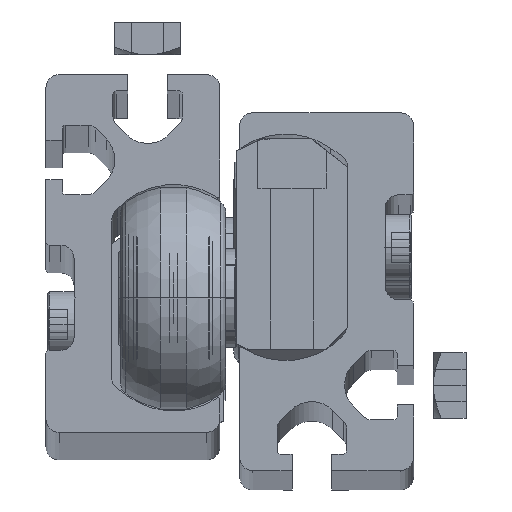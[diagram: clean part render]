
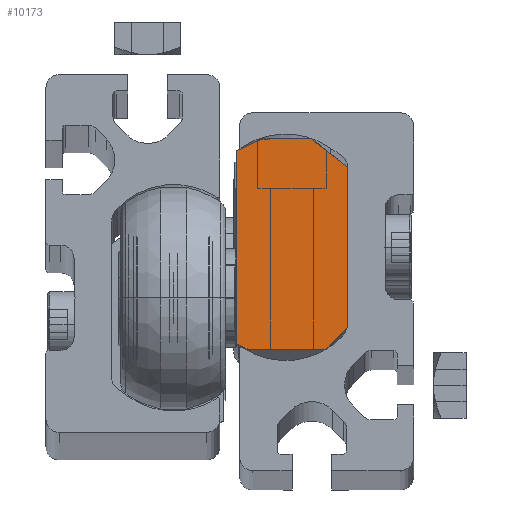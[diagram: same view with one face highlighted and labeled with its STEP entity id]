
A CAD part, top view. The second image highlights one B-rep face of the part: STEP entity #10173.
In plain terms, the highlighted face is planar.
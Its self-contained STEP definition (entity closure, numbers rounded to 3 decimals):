
#41 = EDGE_CURVE ( 'NONE', #6332, #5583, #16781, .T. ) ;
#264 = LINE ( 'NONE', #6585, #11591 ) ;
#400 = EDGE_CURVE ( 'NONE', #1303, #2465, #264, .T. ) ;
#1056 = DIRECTION ( 'NONE',  ( 0., 0., 1. ) ) ;
#1141 = ORIENTED_EDGE ( 'NONE', *, *, #15007, .T. ) ;
#1303 = VERTEX_POINT ( 'NONE', #14394 ) ;
#1449 = LINE ( 'NONE', #19092, #7214 ) ;
#1966 = LINE ( 'NONE', #16294, #4232 ) ;
#1988 = CARTESIAN_POINT ( 'NONE',  ( -19., 14.681, -8.5 ) ) ;
#2343 = VECTOR ( 'NONE', #8473, 1000. ) ;
#2465 = VERTEX_POINT ( 'NONE', #14847 ) ;
#2591 = AXIS2_PLACEMENT_3D ( 'NONE', #15267, #16928, #1056 ) ;
#2725 = VECTOR ( 'NONE', #17495, 1000. ) ;
#2915 = EDGE_CURVE ( 'NONE', #15832, #6332, #3818, .T. ) ;
#3289 = CARTESIAN_POINT ( 'NONE',  ( -19., 12.203, 8.5 ) ) ;
#3446 = CARTESIAN_POINT ( 'NONE',  ( -19., 16.5, 3. ) ) ;
#3818 = LINE ( 'NONE', #16388, #2343 ) ;
#4136 = VERTEX_POINT ( 'NONE', #3289 ) ;
#4232 = VECTOR ( 'NONE', #12773, 1000. ) ;
#4370 = ORIENTED_EDGE ( 'NONE', *, *, #400, .T. ) ;
#4645 = EDGE_CURVE ( 'NONE', #1303, #18176, #11272, .T. ) ;
#4793 = DIRECTION ( 'NONE',  ( 0., -1., 0. ) ) ;
#4900 = ORIENTED_EDGE ( 'NONE', *, *, #18630, .T. ) ;
#5246 = DIRECTION ( 'NONE',  ( 0., -0.423, -0.906 ) ) ;
#5258 = VERTEX_POINT ( 'NONE', #7342 ) ;
#5515 = CARTESIAN_POINT ( 'NONE',  ( -19., -15.5, 5.2 ) ) ;
#5583 = VERTEX_POINT ( 'NONE', #14919 ) ;
#6332 = VERTEX_POINT ( 'NONE', #5515 ) ;
#6340 = LINE ( 'NONE', #11124, #11289 ) ;
#6585 = CARTESIAN_POINT ( 'NONE',  ( -19., 16.5, -4.6 ) ) ;
#6956 = ORIENTED_EDGE ( 'NONE', *, *, #41, .F. ) ;
#7214 = VECTOR ( 'NONE', #9652, 1000. ) ;
#7342 = CARTESIAN_POINT ( 'NONE',  ( -19., -14.661, -8.5 ) ) ;
#7431 = CARTESIAN_POINT ( 'NONE',  ( -19., -15.5, 5.2 ) ) ;
#8011 = LINE ( 'NONE', #1988, #16245 ) ;
#8194 = DIRECTION ( 'NONE',  ( 0., 0.616, -0.788 ) ) ;
#8382 = ORIENTED_EDGE ( 'NONE', *, *, #15881, .T. ) ;
#8473 = DIRECTION ( 'NONE',  ( 0., -0.707, -0.707 ) ) ;
#9060 = EDGE_LOOP ( 'NONE', ( #1141, #16308, #4370, #14463, #4900, #6956, #15362, #8382 ) ) ;
#9132 = PLANE ( 'NONE',  #2591 ) ;
#9652 = DIRECTION ( 'NONE',  ( 0., 1., 0. ) ) ;
#9915 = VECTOR ( 'NONE', #16590, 1000. ) ;
#9999 = CARTESIAN_POINT ( 'NONE',  ( -19., -12.2, 8.5 ) ) ;
#10173 = ADVANCED_FACE ( 'NONE', ( #12271 ), #9132, .T. ) ;
#11124 = CARTESIAN_POINT ( 'NONE',  ( -19., 12.203, 8.5 ) ) ;
#11272 = LINE ( 'NONE', #19145, #2725 ) ;
#11289 = VECTOR ( 'NONE', #8194, 1000. ) ;
#11591 = VECTOR ( 'NONE', #5246, 1000. ) ;
#12271 = FACE_OUTER_BOUND ( 'NONE', #9060, .T. ) ;
#12773 = DIRECTION ( 'NONE',  ( 0., -0.423, 0.906 ) ) ;
#14394 = CARTESIAN_POINT ( 'NONE',  ( -19., 16.5, -4.6 ) ) ;
#14463 = ORIENTED_EDGE ( 'NONE', *, *, #15013, .T. ) ;
#14847 = CARTESIAN_POINT ( 'NONE',  ( -19., 14.681, -8.5 ) ) ;
#14919 = CARTESIAN_POINT ( 'NONE',  ( -19., -15.5, -6.7 ) ) ;
#15007 = EDGE_CURVE ( 'NONE', #4136, #18176, #6340, .T. ) ;
#15013 = EDGE_CURVE ( 'NONE', #2465, #5258, #8011, .T. ) ;
#15267 = CARTESIAN_POINT ( 'NONE',  ( -19., 1.5, 22.2 ) ) ;
#15362 = ORIENTED_EDGE ( 'NONE', *, *, #2915, .F. ) ;
#15832 = VERTEX_POINT ( 'NONE', #9999 ) ;
#15881 = EDGE_CURVE ( 'NONE', #15832, #4136, #1449, .T. ) ;
#16245 = VECTOR ( 'NONE', #4793, 1000. ) ;
#16294 = CARTESIAN_POINT ( 'NONE',  ( -19., -14.661, -8.5 ) ) ;
#16308 = ORIENTED_EDGE ( 'NONE', *, *, #4645, .F. ) ;
#16388 = CARTESIAN_POINT ( 'NONE',  ( -19., -12.2, 8.5 ) ) ;
#16590 = DIRECTION ( 'NONE',  ( 0., 0., -1. ) ) ;
#16781 = LINE ( 'NONE', #7431, #9915 ) ;
#16928 = DIRECTION ( 'NONE',  ( -1., 0., 0. ) ) ;
#17495 = DIRECTION ( 'NONE',  ( 0., 0., 1. ) ) ;
#18176 = VERTEX_POINT ( 'NONE', #3446 ) ;
#18630 = EDGE_CURVE ( 'NONE', #5258, #5583, #1966, .T. ) ;
#19092 = CARTESIAN_POINT ( 'NONE',  ( -19., -12.2, 8.5 ) ) ;
#19145 = CARTESIAN_POINT ( 'NONE',  ( -19., 16.5, -4.6 ) ) ;
